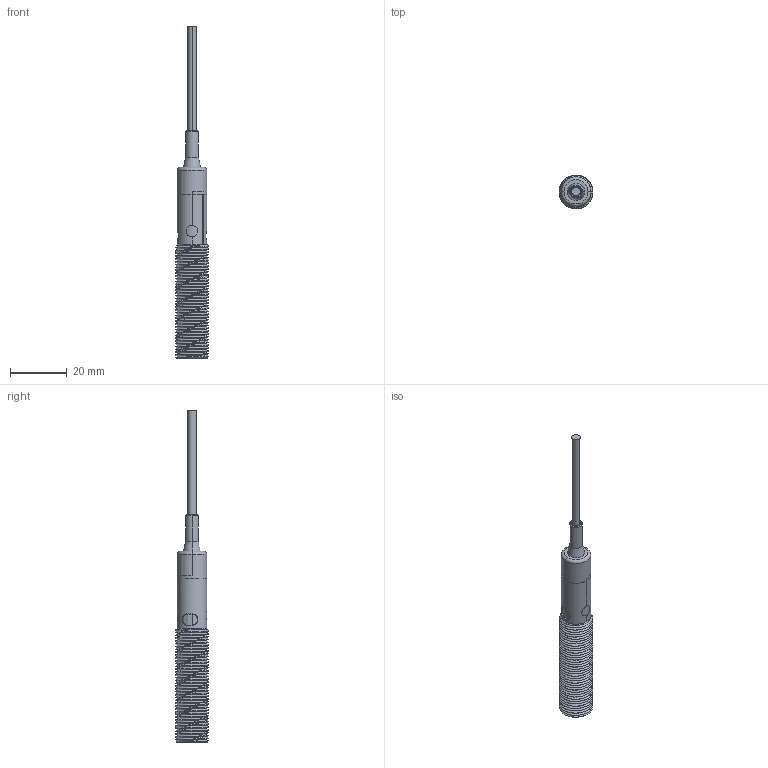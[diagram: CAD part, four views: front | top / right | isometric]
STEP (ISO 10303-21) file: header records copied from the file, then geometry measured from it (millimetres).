
FILE_DESCRIPTION((''),'2;1');
FILE_NAME('137697_SW','2008-01-07T',('banengservice'),('BANNER ENGINEERING'),'PRO/ENGINEER BY PARAMETRIC TECHNOLOGY CORPORATION, 2006170','PRO/ENGINEER BY PARAMETRIC TECHNOLOGY CORPORATION, 2006170','');
FILE_SCHEMA(('CONFIG_CONTROL_DESIGN'));
Length unit declared in the file: inch
Products named in the file (1): 137697_SW
Bounding box: 11.88 x 11.88 x 117.5 mm (x, y, z)
Volume: 3104.7 mm3; surface area: 9052.4 mm2
Topology: 5 solids, 5 shells, 342 faces, 903 edges, 573 vertices
Faces by surface type: cylinder 156, plane 93, bspline 36, cone 28, torus 25, sphere 2, revolution 2
Entity records: 26567 total; most frequent: CARTESIAN_POINT 18476, ORIENTED_EDGE 1802, DIRECTION 1495, EDGE_CURVE 901, VERTEX_POINT 573, AXIS2_PLACEMENT_3D 558, VECTOR 377, LINE 377
